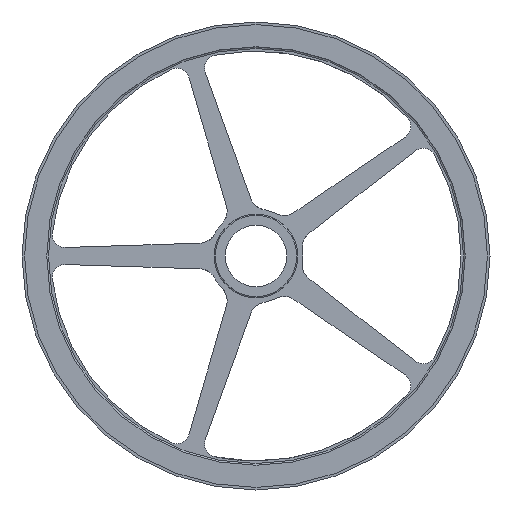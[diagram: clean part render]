
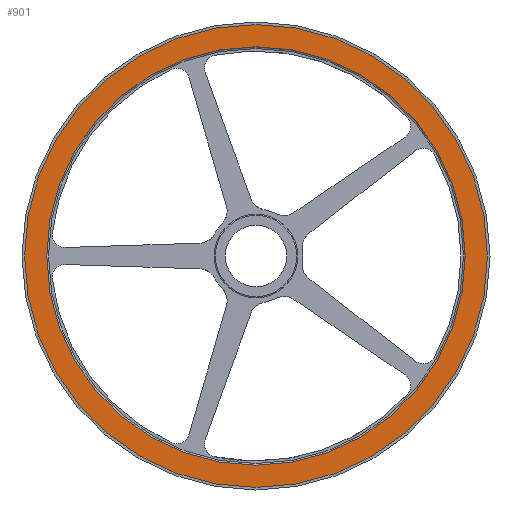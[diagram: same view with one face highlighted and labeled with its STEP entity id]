
A CAD part, left-side view. The second image highlights one B-rep face of the part: STEP entity #901.
In plain terms, the highlighted planar face has unit normal (-1, 0, 0).
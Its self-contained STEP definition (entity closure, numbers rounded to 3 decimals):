
#33 = AXIS2_PLACEMENT_3D ( 'NONE', #685, #1567, #2016 ) ;
#325 = CARTESIAN_POINT ( 'NONE',  ( -13.25, 245., 0. ) ) ;
#461 = ORIENTED_EDGE ( 'NONE', *, *, #1074, .T. ) ;
#574 = FACE_OUTER_BOUND ( 'NONE', #650, .T. ) ;
#618 = AXIS2_PLACEMENT_3D ( 'NONE', #325, #2254, #1425 ) ;
#650 = EDGE_LOOP ( 'NONE', ( #461 ) ) ;
#685 = CARTESIAN_POINT ( 'NONE',  ( -13.25, 0., 0. ) ) ;
#704 = AXIS2_PLACEMENT_3D ( 'NONE', #1026, #1712, #1673 ) ;
#746 = EDGE_LOOP ( 'NONE', ( #2247 ) ) ;
#751 = VERTEX_POINT ( 'NONE', #2415 ) ;
#901 = ADVANCED_FACE ( 'NONE', ( #2471, #574 ), #2683, .F. ) ;
#1026 = CARTESIAN_POINT ( 'NONE',  ( -13.25, 0., 0. ) ) ;
#1074 = EDGE_CURVE ( 'NONE', #1763, #1763, #1339, .T. ) ;
#1339 = CIRCLE ( 'NONE', #704, 271. ) ;
#1425 = DIRECTION ( 'NONE',  ( 0., 0., -1. ) ) ;
#1467 = CIRCLE ( 'NONE', #33, 245. ) ;
#1567 = DIRECTION ( 'NONE',  ( -1., 0., 0. ) ) ;
#1673 = DIRECTION ( 'NONE',  ( 0., 0., 1. ) ) ;
#1712 = DIRECTION ( 'NONE',  ( -1., 0., 0. ) ) ;
#1763 = VERTEX_POINT ( 'NONE', #2661 ) ;
#1815 = EDGE_CURVE ( 'NONE', #751, #751, #1467, .T. ) ;
#2016 = DIRECTION ( 'NONE',  ( 0., 0., 1. ) ) ;
#2247 = ORIENTED_EDGE ( 'NONE', *, *, #1815, .F. ) ;
#2254 = DIRECTION ( 'NONE',  ( 1., 0., 0. ) ) ;
#2415 = CARTESIAN_POINT ( 'NONE',  ( -13.25, 0., 245. ) ) ;
#2471 = FACE_BOUND ( 'NONE', #746, .T. ) ;
#2661 = CARTESIAN_POINT ( 'NONE',  ( -13.25, 0., 271. ) ) ;
#2683 = PLANE ( 'NONE',  #618 ) ;
